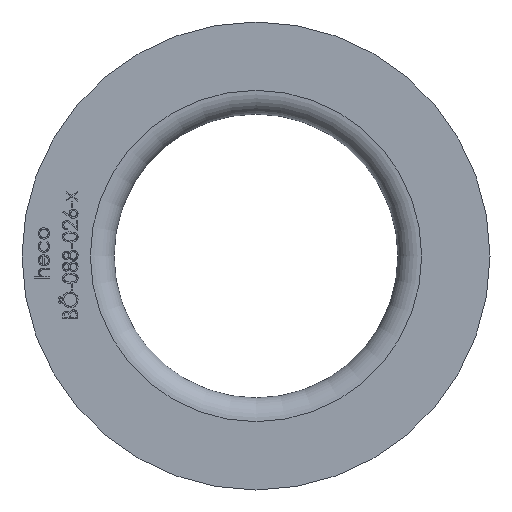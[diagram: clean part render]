
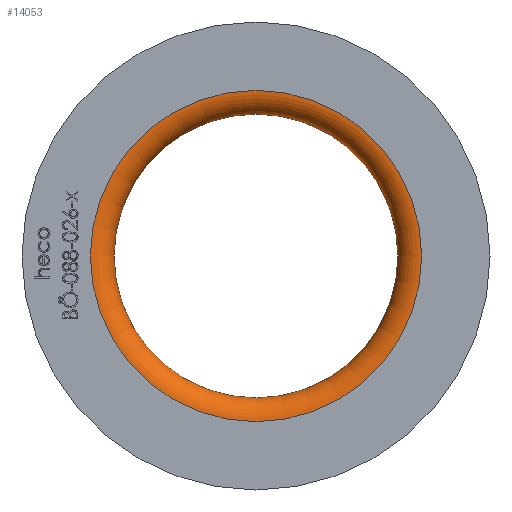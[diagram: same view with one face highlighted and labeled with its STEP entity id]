
A CAD part, left-side view. The second image highlights one B-rep face of the part: STEP entity #14053.
In plain terms, the highlighted toroidal (fillet/blend) face has major radius 48.85 mm and minor radius 7 mm.
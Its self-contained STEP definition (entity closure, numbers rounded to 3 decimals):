
#421 = VERTEX_POINT ( 'NONE', #5621 ) ;
#422 = EDGE_CURVE ( 'NONE', #421, #421, #8466, .T. ) ;
#561 = AXIS2_PLACEMENT_3D ( 'NONE', #6374, #11546, #10285 ) ;
#1328 = CIRCLE ( 'NONE', #15716, 41.85 ) ;
#1475 = DIRECTION ( 'NONE',  ( 0., 0., 1. ) ) ;
#2839 = DIRECTION ( 'NONE',  ( -1., 0., 0. ) ) ;
#3050 = DIRECTION ( 'NONE',  ( 0., 0., 1. ) ) ;
#4108 = TOROIDAL_SURFACE ( 'NONE', #9833, 48.85, 7. ) ;
#4390 = ORIENTED_EDGE ( 'NONE', *, *, #10592, .F. ) ;
#4663 = VERTEX_POINT ( 'NONE', #10038 ) ;
#4681 = ORIENTED_EDGE ( 'NONE', *, *, #422, .T. ) ;
#5621 = CARTESIAN_POINT ( 'NONE',  ( 0., 0., 48.85 ) ) ;
#6374 = CARTESIAN_POINT ( 'NONE',  ( 0., 0., 0. ) ) ;
#6992 = DIRECTION ( 'NONE',  ( -1., 0., 0. ) ) ;
#8096 = FACE_OUTER_BOUND ( 'NONE', #10524, .T. ) ;
#8466 = CIRCLE ( 'NONE', #561, 48.85 ) ;
#9833 = AXIS2_PLACEMENT_3D ( 'NONE', #12240, #6992, #3050 ) ;
#10038 = CARTESIAN_POINT ( 'NONE',  ( 7., 0., 41.85 ) ) ;
#10285 = DIRECTION ( 'NONE',  ( 0., 0., 1. ) ) ;
#10524 = EDGE_LOOP ( 'NONE', ( #4390 ) ) ;
#10592 = EDGE_CURVE ( 'NONE', #4663, #4663, #1328, .T. ) ;
#10690 = CARTESIAN_POINT ( 'NONE',  ( 7., 0., 0. ) ) ;
#11546 = DIRECTION ( 'NONE',  ( -1., 0., 0. ) ) ;
#12240 = CARTESIAN_POINT ( 'NONE',  ( 7., 0., 0. ) ) ;
#14053 = ADVANCED_FACE ( 'NONE', ( #8096, #14459 ), #4108, .T. ) ;
#14459 = FACE_OUTER_BOUND ( 'NONE', #15388, .T. ) ;
#15388 = EDGE_LOOP ( 'NONE', ( #4681 ) ) ;
#15716 = AXIS2_PLACEMENT_3D ( 'NONE', #10690, #2839, #1475 ) ;
